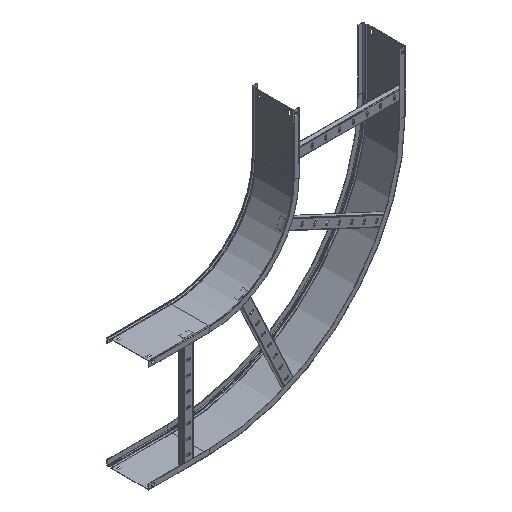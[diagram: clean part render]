
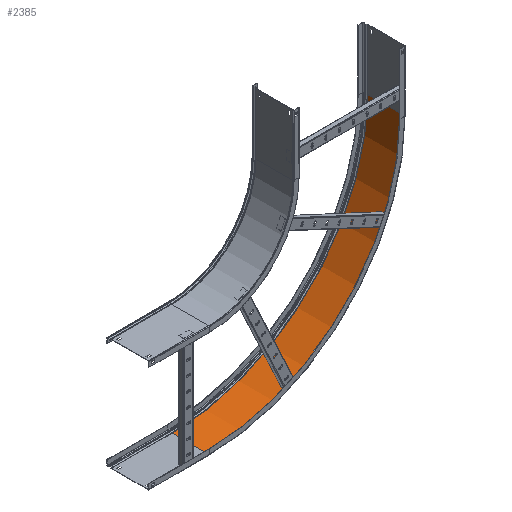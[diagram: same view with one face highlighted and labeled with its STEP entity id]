
A CAD part, isometric view. The second image highlights one B-rep face of the part: STEP entity #2385.
In plain terms, the highlighted cylindrical face has radius 698.8 mm (diameter 1397.6 mm), a partial arc.
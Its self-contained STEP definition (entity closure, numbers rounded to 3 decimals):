
#3 = ORIENTED_EDGE ( 'NONE', *, *, #1328, .T. ) ;
#141 = CARTESIAN_POINT ( 'NONE',  ( 698.8, 134.026, 0. ) ) ;
#190 = EDGE_LOOP ( 'NONE', ( #7033, #538, #1971, #3 ) ) ;
#283 = DIRECTION ( 'NONE',  ( 0., 1., 0. ) ) ;
#538 = ORIENTED_EDGE ( 'NONE', *, *, #8340, .F. ) ;
#884 = EDGE_CURVE ( 'NONE', #8014, #7987, #7519, .T. ) ;
#934 = DIRECTION ( 'NONE',  ( 0., 0., 1. ) ) ;
#975 = CARTESIAN_POINT ( 'NONE',  ( 0., 2.2, -698.8 ) ) ;
#1034 = CARTESIAN_POINT ( 'NONE',  ( 0., 2.2, -698.8 ) ) ;
#1328 = EDGE_CURVE ( 'NONE', #8014, #3035, #3962, .T. ) ;
#1971 = ORIENTED_EDGE ( 'NONE', *, *, #884, .F. ) ;
#1994 = DIRECTION ( 'NONE',  ( 0., 0., 1. ) ) ;
#2385 = ADVANCED_FACE ( 'NONE', ( #5600 ), #5706, .F. ) ;
#2663 = DIRECTION ( 'NONE',  ( 0., 1., 0. ) ) ;
#2774 = AXIS2_PLACEMENT_3D ( 'NONE', #6682, #2663, #1994 ) ;
#2890 = VECTOR ( 'NONE', #6899, 1000. ) ;
#2898 = CIRCLE ( 'NONE', #2774, 698.8 ) ;
#2955 = CARTESIAN_POINT ( 'NONE',  ( 698.8, 0., 0. ) ) ;
#2970 = AXIS2_PLACEMENT_3D ( 'NONE', #5218, #6593, #8563 ) ;
#3035 = VERTEX_POINT ( 'NONE', #141 ) ;
#3962 = LINE ( 'NONE', #2955, #5106 ) ;
#3963 = CARTESIAN_POINT ( 'NONE',  ( 0., 134.026, -698.8 ) ) ;
#4113 = CARTESIAN_POINT ( 'NONE',  ( 698.8, 2.2, 0. ) ) ;
#4676 = LINE ( 'NONE', #975, #2890 ) ;
#4826 = AXIS2_PLACEMENT_3D ( 'NONE', #5542, #283, #934 ) ;
#5030 = DIRECTION ( 'NONE',  ( 0., 1., 0. ) ) ;
#5106 = VECTOR ( 'NONE', #5030, 1000. ) ;
#5218 = CARTESIAN_POINT ( 'NONE',  ( 0., 0., 0. ) ) ;
#5542 = CARTESIAN_POINT ( 'NONE',  ( 0., 2.2, 0. ) ) ;
#5600 = FACE_OUTER_BOUND ( 'NONE', #190, .T. ) ;
#5706 = CYLINDRICAL_SURFACE ( 'NONE', #2970, 698.8 ) ;
#6593 = DIRECTION ( 'NONE',  ( 0., 1., 0. ) ) ;
#6682 = CARTESIAN_POINT ( 'NONE',  ( 0., 134.026, 0. ) ) ;
#6899 = DIRECTION ( 'NONE',  ( 0., 1., 0. ) ) ;
#7033 = ORIENTED_EDGE ( 'NONE', *, *, #8059, .T. ) ;
#7519 = CIRCLE ( 'NONE', #4826, 698.8 ) ;
#7987 = VERTEX_POINT ( 'NONE', #1034 ) ;
#8014 = VERTEX_POINT ( 'NONE', #4113 ) ;
#8022 = VERTEX_POINT ( 'NONE', #3963 ) ;
#8059 = EDGE_CURVE ( 'NONE', #3035, #8022, #2898, .T. ) ;
#8340 = EDGE_CURVE ( 'NONE', #7987, #8022, #4676, .T. ) ;
#8563 = DIRECTION ( 'NONE',  ( 0., 0., 1. ) ) ;
